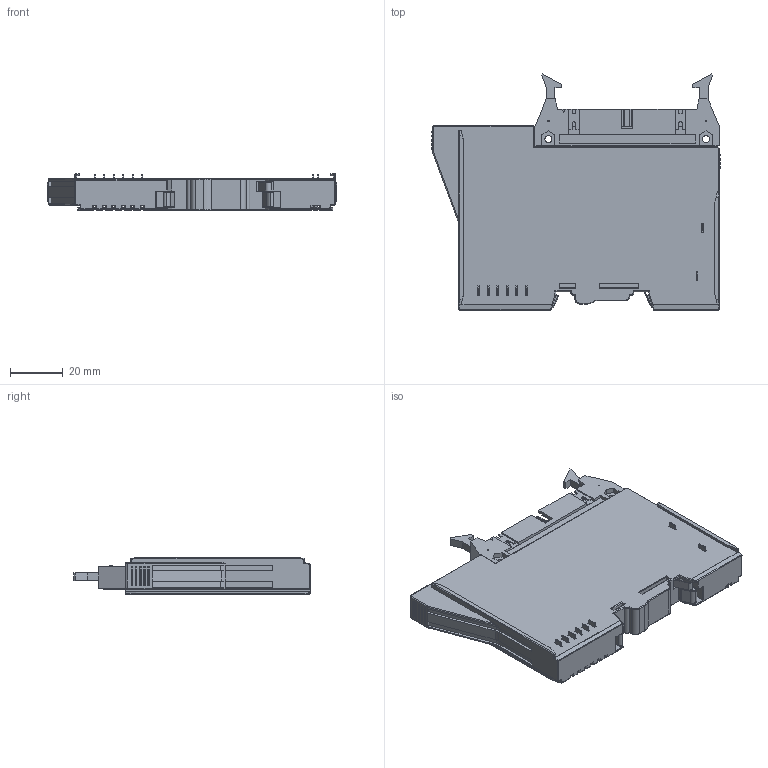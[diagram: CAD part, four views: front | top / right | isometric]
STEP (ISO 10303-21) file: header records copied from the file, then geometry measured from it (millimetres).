
FILE_DESCRIPTION((''),'2;1');
FILE_NAME('SALES_HRS40_ASM','2018-04-20T',('seo'),(''),'CREO PARAMETRIC BY PTC INC, 2016130','CREO PARAMETRIC BY PTC INC, 2016130','');
FILE_SCHEMA(('CONFIG_CONTROL_DESIGN'));
Length unit declared in the file: millimetre
Products named in the file (3): SALES_HRS40; HIF3BA_40PA_2_54DSA; SALES_HRS40_ASM
Assembly tree (2 placements, depth 2):
  SALES_HRS40_ASM
    SALES_HRS40
    HIF3BA_40PA_2_54DSA
Bounding box: 109.8 x 89.69 x 13.9 mm (x, y, z)
Volume: 79879.5 mm3; surface area: 28362 mm2
Topology: 2 solids, 2 shells, 1636 faces, 4182 edges, 2637 vertices
Faces by surface type: plane 1265, cylinder 254, bspline 39, cone 32, torus 26, sphere 19, extrusion 1
Entity records: 51859 total; most frequent: CARTESIAN_POINT 12572, ORIENTED_EDGE 8316, DIRECTION 7586, EDGE_CURVE 4158, VECTOR 3614, LINE 3613, VERTEX_POINT 2637, AXIS2_PLACEMENT_3D 1986
